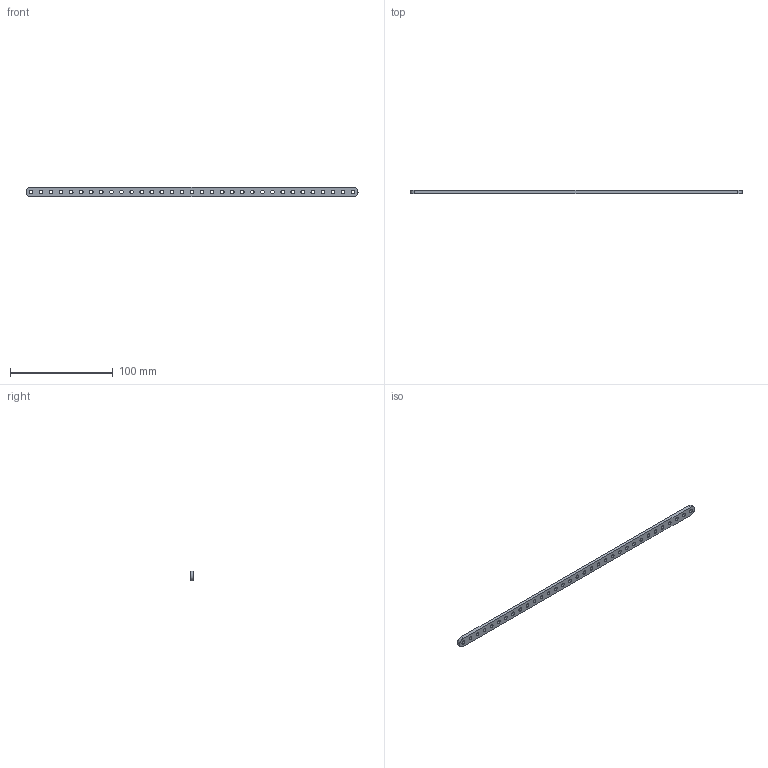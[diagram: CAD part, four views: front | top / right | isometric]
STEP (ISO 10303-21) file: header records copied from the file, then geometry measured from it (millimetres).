
FILE_DESCRIPTION (( 'STEP AP203' ), '1' );
FILE_NAME ('585686.STEP', '2014-10-27T21:54:34', ( 'Kyle' ), ( 'Microsoft' ), 'SwSTEP 2.0', 'SolidWorks 2014', '' );
FILE_SCHEMA (( 'CONFIG_CONTROL_DESIGN' ));
Length unit declared in the file: inch
Products named in the file (1): 585686
Bounding box: 322.45 x 3.17 x 9.53 mm (x, y, z)
Volume: 8649.2 mm3; surface area: 8700.9 mm2
Topology: 1 solids, 1 shells, 72 faces, 210 edges, 140 vertices
Faces by surface type: cylinder 68, plane 4
Entity records: 2681 total; most frequent: DIRECTION 492, CARTESIAN_POINT 423, ORIENTED_EDGE 420, EDGE_CURVE 210, AXIS2_PLACEMENT_3D 209, VERTEX_POINT 140, EDGE_LOOP 138, CIRCLE 136
